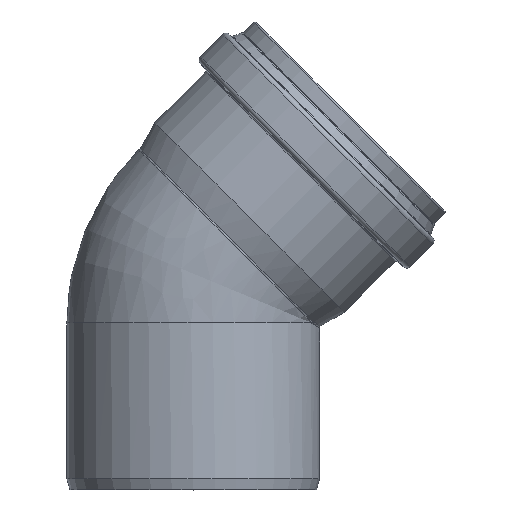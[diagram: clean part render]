
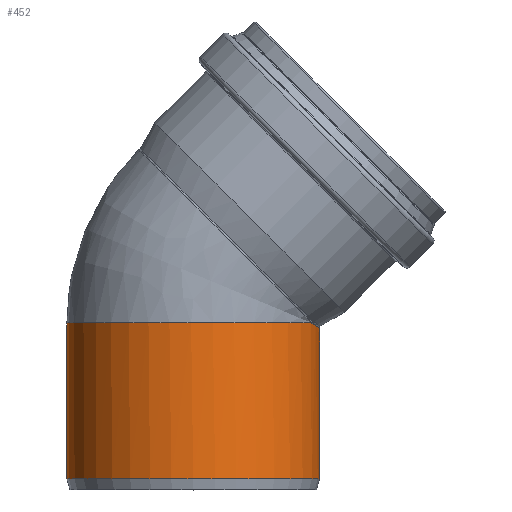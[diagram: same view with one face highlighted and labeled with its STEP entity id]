
A CAD part, top view. The second image highlights one B-rep face of the part: STEP entity #452.
In plain terms, the highlighted cylindrical face has radius 80.15 mm (diameter 160.3 mm), a full revolution.
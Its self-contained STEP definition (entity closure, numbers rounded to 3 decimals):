
#35=CYLINDRICAL_SURFACE('',#499,80.15);
#46=B_SPLINE_CURVE_WITH_KNOTS('',3,(#781,#782,#783,#784,#785,#786),
 .UNSPECIFIED.,.F.,.F.,(4,1,1,4),(-23.985,-22.204,-20.424,
-17.753),.UNSPECIFIED.);
#53=FACE_BOUND('',#138,.T.);
#94=FACE_OUTER_BOUND('',#137,.T.);
#137=EDGE_LOOP('',(#359));
#138=EDGE_LOOP('',(#360,#361));
#212=CIRCLE('',#493,80.15);
#216=CIRCLE('',#498,80.15);
#253=VERTEX_POINT('',#736);
#255=VERTEX_POINT('',#770);
#257=VERTEX_POINT('',#780);
#296=EDGE_CURVE('',#253,#253,#212,.T.);
#299=EDGE_CURVE('',#255,#257,#46,.T.);
#306=EDGE_CURVE('',#257,#255,#216,.T.);
#359=ORIENTED_EDGE('',*,*,#296,.T.);
#360=ORIENTED_EDGE('',*,*,#299,.F.);
#361=ORIENTED_EDGE('',*,*,#306,.F.);
#452=ADVANCED_FACE('',(#94,#53),#35,.T.);
#493=AXIS2_PLACEMENT_3D('',#737,#576,#577);
#498=AXIS2_PLACEMENT_3D('',#890,#586,#587);
#499=AXIS2_PLACEMENT_3D('',#891,#588,#589);
#576=DIRECTION('center_axis',(0.,1.,0.));
#577=DIRECTION('ref_axis',(1.,0.,0.));
#586=DIRECTION('center_axis',(0.,1.,0.));
#587=DIRECTION('ref_axis',(1.,0.,0.));
#588=DIRECTION('center_axis',(0.,1.,0.));
#589=DIRECTION('ref_axis',(1.,0.,0.));
#736=CARTESIAN_POINT('',(80.15,7.,0.));
#737=CARTESIAN_POINT('Origin',(0.,7.,0.));
#770=CARTESIAN_POINT('',(74.46,105.83,29.66));
#780=CARTESIAN_POINT('',(74.46,105.83,-29.66));
#781=CARTESIAN_POINT('Ctrl Pts',(74.46,105.83,29.66));
#782=CARTESIAN_POINT('Ctrl Pts',(76.573,104.651,24.355));
#783=CARTESIAN_POINT('Ctrl Pts',(79.703,102.938,13.169));
#784=CARTESIAN_POINT('Ctrl Pts',(80.836,102.328,-7.345));
#785=CARTESIAN_POINT('Ctrl Pts',(77.63,104.061,-21.703));
#786=CARTESIAN_POINT('Ctrl Pts',(74.46,105.83,-29.66));
#890=CARTESIAN_POINT('Origin',(0.,105.83,0.));
#891=CARTESIAN_POINT('Origin',(0.,0.,0.));
